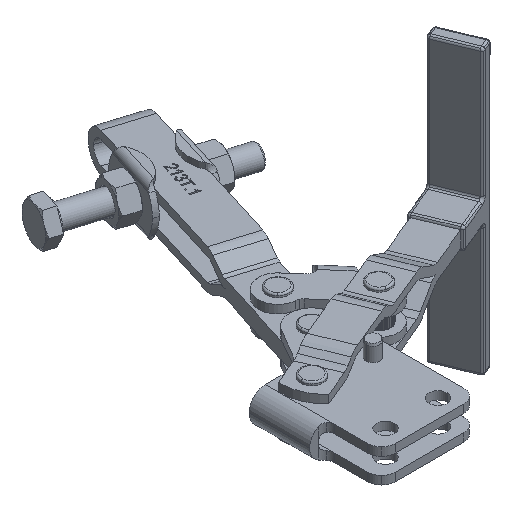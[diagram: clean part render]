
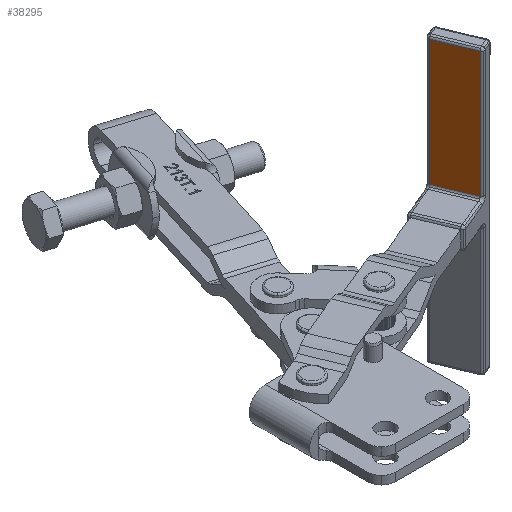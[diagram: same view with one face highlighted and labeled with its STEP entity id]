
A CAD part, isometric view. The second image highlights one B-rep face of the part: STEP entity #38295.
In plain terms, the highlighted planar face has unit normal (-0.924, -0.383, 0).
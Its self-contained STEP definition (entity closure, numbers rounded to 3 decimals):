
#433=CARTESIAN_POINT('',(89.672,21.832,-1.422));
#434=VERTEX_POINT('',#433);
#442=CARTESIAN_POINT('',(89.672,21.832,44.078));
#443=VERTEX_POINT('',#442);
#444=CARTESIAN_POINT('',(89.672,21.832,-1.422));
#445=DIRECTION('',(0.0,0.0,1.0));
#446=VECTOR('',#445,45.5);
#447=LINE('',#444,#446);
#448=EDGE_CURVE('',#434,#443,#447,.T.);
#524=CARTESIAN_POINT('',(95.029,8.898,44.078));
#525=VERTEX_POINT('',#524);
#526=CARTESIAN_POINT('',(89.672,21.832,44.078));
#527=DIRECTION('',(0.383,-0.924,0.));
#528=VECTOR('',#527,14.);
#529=LINE('',#526,#528);
#530=EDGE_CURVE('',#443,#525,#529,.T.);
#564=CARTESIAN_POINT('',(95.029,8.898,-1.422));
#565=VERTEX_POINT('',#564);
#566=CARTESIAN_POINT('',(95.029,8.898,44.078));
#567=DIRECTION('',(0.0,0.0,-1.0));
#568=VECTOR('',#567,45.5);
#569=LINE('',#566,#568);
#570=EDGE_CURVE('',#525,#565,#569,.T.);
#684=CARTESIAN_POINT('',(95.029,8.898,-1.422));
#685=DIRECTION('',(-0.383,0.924,0.));
#686=VECTOR('',#685,14.);
#687=LINE('',#684,#686);
#688=EDGE_CURVE('',#565,#434,#687,.T.);
#38284=CARTESIAN_POINT('',(95.412,7.974,-2.422));
#38285=DIRECTION('',(0.924,0.383,0.));
#38286=DIRECTION('',(0.0,0.0,-1.0));
#38287=AXIS2_PLACEMENT_3D('',#38284,#38285,#38286);
#38288=PLANE('',#38287);
#38289=ORIENTED_EDGE('',*,*,#570,.F.);
#38290=ORIENTED_EDGE('',*,*,#530,.F.);
#38291=ORIENTED_EDGE('',*,*,#448,.F.);
#38292=ORIENTED_EDGE('',*,*,#688,.F.);
#38293=EDGE_LOOP('',(#38289,#38290,#38291,#38292));
#38294=FACE_OUTER_BOUND('',#38293,.T.);
#38295=ADVANCED_FACE('',(#38294),#38288,.F.);
